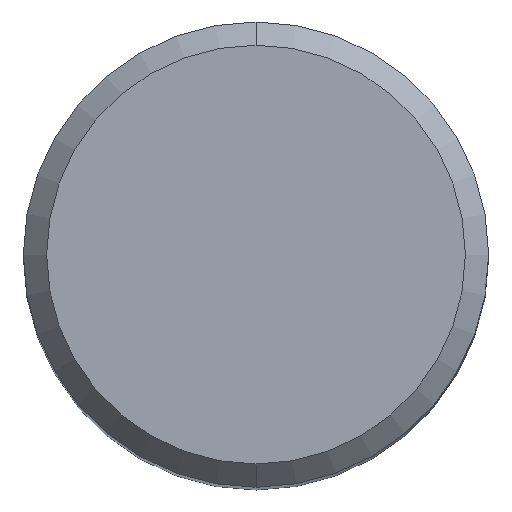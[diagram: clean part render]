
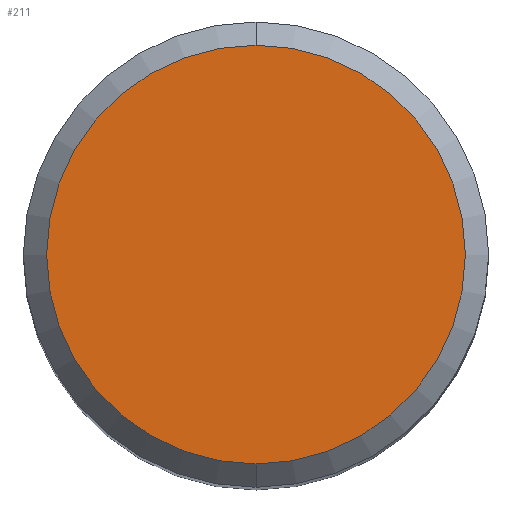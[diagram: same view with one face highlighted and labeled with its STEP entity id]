
A CAD part, top view. The second image highlights one B-rep face of the part: STEP entity #211.
In plain terms, the highlighted planar face has unit normal (0, 0, 1).
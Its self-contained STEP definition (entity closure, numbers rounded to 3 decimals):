
#211=ADVANCED_FACE('',(#518),#519,.T.);
#221=VERTEX_POINT('',#530);
#255=VERTEX_POINT('',#566);
#261=EDGE_CURVE('',#255,#221,#572,.T.);
#337=EDGE_CURVE('',#221,#255,#652,.T.);
#518=FACE_OUTER_BOUND('',#890,.T.);
#519=PLANE('',#891);
#530=CARTESIAN_POINT('',(0.0,5.4,0.0));
#566=CARTESIAN_POINT('',(0.,-5.4,0.0));
#572=CIRCLE('',#993,5.4);
#652=CIRCLE('',#1209,5.4);
#890=EDGE_LOOP('',(#1557,#1558));
#891=AXIS2_PLACEMENT_3D('',#1559,#1560,#1561);
#993=AXIS2_PLACEMENT_3D('',#1608,#1609,#1610);
#1209=AXIS2_PLACEMENT_3D('',#1672,#1673,#1674);
#1557=ORIENTED_EDGE('',*,*,#337,.F.);
#1558=ORIENTED_EDGE('',*,*,#261,.F.);
#1559=CARTESIAN_POINT('',(0.0,2.7,0.0));
#1560=DIRECTION('',(-0.0,0.0,1.0));
#1561=DIRECTION('',(0.0,-1.0,0.0));
#1608=CARTESIAN_POINT('',(0.0,0.0,0.0));
#1609=DIRECTION('',(0.0,0.0,-1.0));
#1610=DIRECTION('',(0.0,1.0,0.0));
#1672=CARTESIAN_POINT('',(0.0,0.0,0.0));
#1673=DIRECTION('',(0.0,0.0,-1.0));
#1674=DIRECTION('',(0.0,1.0,0.0));
